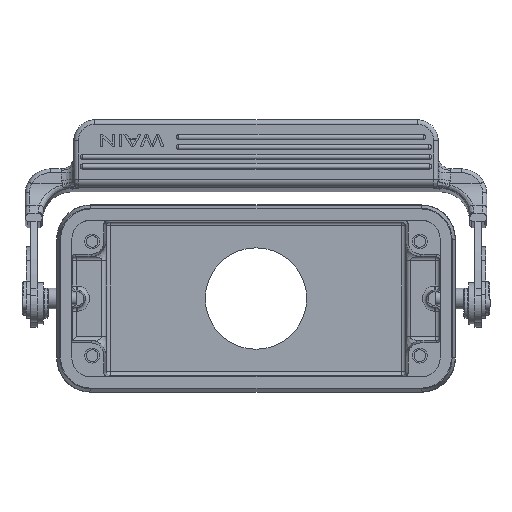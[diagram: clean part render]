
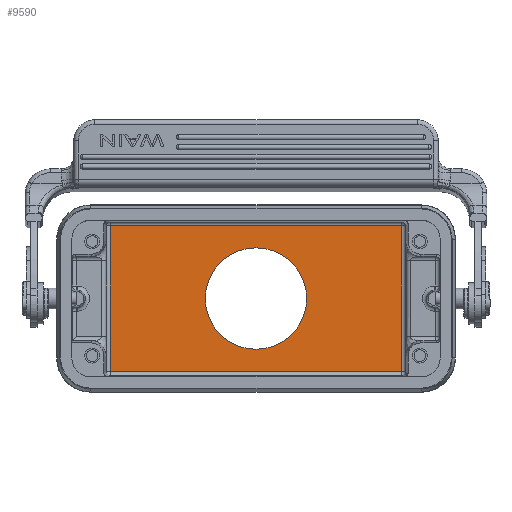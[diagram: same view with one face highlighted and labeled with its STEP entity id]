
A CAD part, front view. The second image highlights one B-rep face of the part: STEP entity #9590.
In plain terms, the highlighted planar face has unit normal (0, -1, 0).
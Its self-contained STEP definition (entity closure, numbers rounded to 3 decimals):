
#4051=PLANE('',#25739);
#6516=LINE('',#39004,#8276);
#6539=LINE('',#39526,#8299);
#6540=LINE('',#39533,#8300);
#6542=LINE('',#39536,#8302);
#8276=VECTOR('',#30336,1.);
#8299=VECTOR('',#30431,1.);
#8300=VECTOR('',#30440,1.);
#8302=VECTOR('',#30444,1.);
#9590=ADVANCED_FACE('',(#10712,#10713),#4051,.F.);
#10712=FACE_BOUND('',#11653,.T.);
#10713=FACE_BOUND('',#11654,.T.);
#11653=EDGE_LOOP('',(#15707));
#11654=EDGE_LOOP('',(#15708,#15709,#15710,#15711));
#15707=ORIENTED_EDGE('',*,*,#22240,.F.);
#15708=ORIENTED_EDGE('',*,*,#22360,.T.);
#15709=ORIENTED_EDGE('',*,*,#22306,.T.);
#15710=ORIENTED_EDGE('',*,*,#22355,.T.);
#15711=ORIENTED_EDGE('',*,*,#22358,.T.);
#19627=VERTEX_POINT('',#38417);
#19670=VERTEX_POINT('',#38997);
#19672=VERTEX_POINT('',#39003);
#19705=VERTEX_POINT('',#39525);
#19707=VERTEX_POINT('',#39532);
#22240=EDGE_CURVE('',#19627,#19627,#23985,.T.);
#22306=EDGE_CURVE('',#19670,#19672,#6516,.T.);
#22355=EDGE_CURVE('',#19672,#19705,#6539,.T.);
#22358=EDGE_CURVE('',#19705,#19707,#6540,.T.);
#22360=EDGE_CURVE('',#19707,#19670,#6542,.T.);
#23985=CIRCLE('',#25651,12.);
#25651=AXIS2_PLACEMENT_3D('',#38416,#30208,#30209);
#25739=AXIS2_PLACEMENT_3D('',#39537,#30445,#30446);
#30208=DIRECTION('',(0.,-1.,0.));
#30209=DIRECTION('',(0.,0.,1.));
#30336=DIRECTION('',(1.,0.,0.));
#30431=DIRECTION('',(0.,0.,1.));
#30440=DIRECTION('',(-1.,0.,0.));
#30444=DIRECTION('',(0.,0.,-1.));
#30445=DIRECTION('',(0.,1.,0.));
#30446=DIRECTION('',(1.,0.,0.));
#38416=CARTESIAN_POINT('',(0.,43.,0.));
#38417=CARTESIAN_POINT('',(0.,43.,12.));
#38997=CARTESIAN_POINT('',(-34.445,43.,-17.222));
#39003=CARTESIAN_POINT('',(34.445,43.,-17.222));
#39004=CARTESIAN_POINT('',(-34.445,43.,-17.222));
#39525=CARTESIAN_POINT('',(34.445,43.,17.222));
#39526=CARTESIAN_POINT('',(34.445,43.,-17.222));
#39532=CARTESIAN_POINT('',(-34.445,43.,17.222));
#39533=CARTESIAN_POINT('',(34.445,43.,17.222));
#39536=CARTESIAN_POINT('',(-34.445,43.,17.222));
#39537=CARTESIAN_POINT('',(45.5,43.,-21.5));
